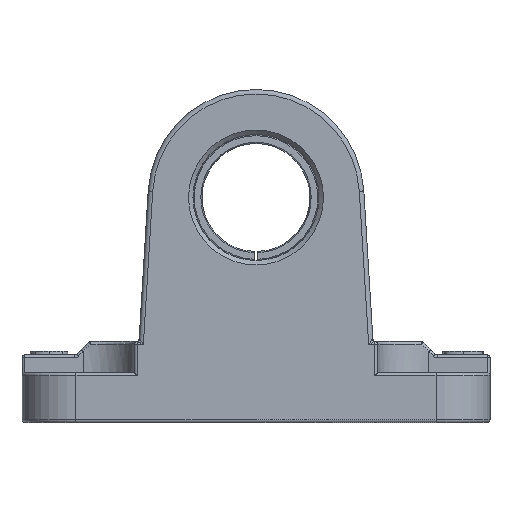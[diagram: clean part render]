
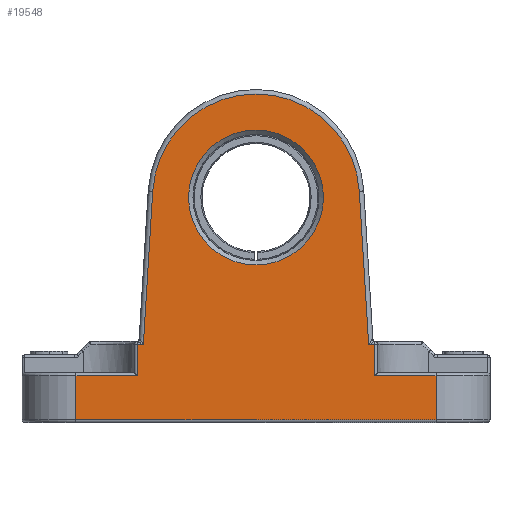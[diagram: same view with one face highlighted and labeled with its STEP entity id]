
A CAD part, left-side view. The second image highlights one B-rep face of the part: STEP entity #19548.
In plain terms, the highlighted planar face has unit normal (-1, 0, 0).
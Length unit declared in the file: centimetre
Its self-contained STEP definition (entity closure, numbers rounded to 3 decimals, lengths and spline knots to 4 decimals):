
#240=CIRCLE($,#20070,1.15);
#241=CIRCLE($,#20072,0.75);
#392=FACE_BOUND($,#2691,.T.);
#614=PLANE($,#20071);
#1558=FACE_OUTER_BOUND($,#2690,.T.);
#2690=EDGE_LOOP($,(#16850,#16851,#16852,#16853,#16854,#16855,#16856,#16857,
#16858,#16859,#16860,#16861));
#2691=EDGE_LOOP($,(#16862));
#3990=LINE($,#38823,#5303);
#3992=LINE($,#38830,#5305);
#4016=LINE($,#39348,#5329);
#4018=LINE($,#39356,#5331);
#4019=LINE($,#39358,#5332);
#4020=LINE($,#39360,#5333);
#4021=LINE($,#39362,#5334);
#4022=LINE($,#39364,#5335);
#4023=LINE($,#39366,#5336);
#4024=LINE($,#39368,#5337);
#4025=LINE($,#39369,#5338);
#5303=VECTOR($,#21876,0.0683);
#5305=VECTOR($,#21884,1.7033);
#5329=VECTOR($,#22000,1.7033);
#5331=VECTOR($,#22012,0.0683);
#5332=VECTOR($,#22013,0.35);
#5333=VECTOR($,#22014,0.68);
#5334=VECTOR($,#22015,0.49);
#5335=VECTOR($,#22016,4.);
#5336=VECTOR($,#22017,0.49);
#5337=VECTOR($,#22018,0.68);
#5338=VECTOR($,#22019,0.35);
#8594=VERTEX_POINT($,#38659);
#8605=VERTEX_POINT($,#38822);
#8607=VERTEX_POINT($,#38828);
#8614=VERTEX_POINT($,#38874);
#8625=VERTEX_POINT($,#39070);
#8658=VERTEX_POINT($,#39347);
#8660=VERTEX_POINT($,#39357);
#8661=VERTEX_POINT($,#39359);
#8662=VERTEX_POINT($,#39361);
#8663=VERTEX_POINT($,#39363);
#8664=VERTEX_POINT($,#39365);
#8665=VERTEX_POINT($,#39367);
#8666=VERTEX_POINT($,#39370);
#11354=EDGE_CURVE($,#8605,#8594,#3990,.T.);
#11358=EDGE_CURVE($,#8607,#8594,#3992,.T.);
#11435=EDGE_CURVE($,#8614,#8658,#4016,.T.);
#11439=EDGE_CURVE($,#8658,#8607,#240,.T.);
#11440=EDGE_CURVE($,#8614,#8625,#4018,.T.);
#11441=EDGE_CURVE($,#8660,#8625,#4019,.T.);
#11442=EDGE_CURVE($,#8661,#8660,#4020,.T.);
#11443=EDGE_CURVE($,#8662,#8661,#4021,.T.);
#11444=EDGE_CURVE($,#8663,#8662,#4022,.T.);
#11445=EDGE_CURVE($,#8663,#8664,#4023,.T.);
#11446=EDGE_CURVE($,#8665,#8664,#4024,.T.);
#11447=EDGE_CURVE($,#8605,#8665,#4025,.T.);
#11448=EDGE_CURVE($,#8666,#8666,#241,.T.);
#16850=ORIENTED_EDGE($,*,*,#11354,.T.);
#16851=ORIENTED_EDGE($,*,*,#11358,.F.);
#16852=ORIENTED_EDGE($,*,*,#11439,.F.);
#16853=ORIENTED_EDGE($,*,*,#11435,.F.);
#16854=ORIENTED_EDGE($,*,*,#11440,.T.);
#16855=ORIENTED_EDGE($,*,*,#11441,.F.);
#16856=ORIENTED_EDGE($,*,*,#11442,.F.);
#16857=ORIENTED_EDGE($,*,*,#11443,.F.);
#16858=ORIENTED_EDGE($,*,*,#11444,.F.);
#16859=ORIENTED_EDGE($,*,*,#11445,.T.);
#16860=ORIENTED_EDGE($,*,*,#11446,.F.);
#16861=ORIENTED_EDGE($,*,*,#11447,.F.);
#16862=ORIENTED_EDGE($,*,*,#11448,.F.);
#19548=ADVANCED_FACE($,(#1558,#392),#614,.T.);
#20070=AXIS2_PLACEMENT_3D($,#39354,#22008,#22009);
#20071=AXIS2_PLACEMENT_3D($,#39355,#22010,#22011);
#20072=AXIS2_PLACEMENT_3D($,#39371,#22020,#22021);
#21876=DIRECTION($,(0.,1.,0.));
#21884=DIRECTION($,(0.,-0.061,-0.998));
#22000=DIRECTION($,(0.,-0.061,0.998));
#22008=DIRECTION('center_axis',(1.,0.,0.));
#22009=DIRECTION('ref_axis',(0.,0.,1.));
#22010=DIRECTION('center_axis',(-1.,0.,0.));
#22011=DIRECTION('ref_axis',(0.,0.,1.));
#22012=DIRECTION($,(0.,1.,0.));
#22013=DIRECTION($,(0.,0.,1.));
#22014=DIRECTION($,(0.,-1.,0.));
#22015=DIRECTION($,(0.,0.,1.));
#22016=DIRECTION($,(0.,1.,0.));
#22017=DIRECTION($,(0.,0.,1.));
#22018=DIRECTION($,(0.,-1.,0.));
#22019=DIRECTION($,(0.,0.,-1.));
#22020=DIRECTION('center_axis',(-1.,0.,0.));
#22021=DIRECTION('ref_axis',(0.,-1.,0.));
#38659=CARTESIAN_POINT('',(-2.6,-1.2517,0.87));
#38822=CARTESIAN_POINT('',(-2.6,-1.32,0.87));
#38823=CARTESIAN_POINT($,(-2.6,-1.32,0.87));
#38828=CARTESIAN_POINT('',(-2.6,-1.1479,2.5701));
#38830=CARTESIAN_POINT($,(-2.6,-1.1479,2.5701));
#38874=CARTESIAN_POINT('',(-2.6,1.2517,0.87));
#39070=CARTESIAN_POINT('',(-2.6,1.32,0.87));
#39347=CARTESIAN_POINT('',(-2.6,1.1479,2.5701));
#39348=CARTESIAN_POINT($,(-2.6,1.2517,0.87));
#39354=CARTESIAN_POINT('Origin',(-2.6,0.,2.5));
#39355=CARTESIAN_POINT('Origin',(-2.6,-2.,0.));
#39356=CARTESIAN_POINT($,(-2.6,1.2517,0.87));
#39357=CARTESIAN_POINT('',(-2.6,1.32,0.52));
#39358=CARTESIAN_POINT($,(-2.6,1.32,0.52));
#39359=CARTESIAN_POINT('',(-2.6,2.,0.52));
#39360=CARTESIAN_POINT($,(-2.6,2.,0.52));
#39361=CARTESIAN_POINT('',(-2.6,2.,0.03));
#39362=CARTESIAN_POINT($,(-2.6,2.,0.03));
#39363=CARTESIAN_POINT('',(-2.6,-2.,0.03));
#39364=CARTESIAN_POINT($,(-2.6,-2.,0.03));
#39365=CARTESIAN_POINT('',(-2.6,-2.,0.52));
#39366=CARTESIAN_POINT($,(-2.6,-2.,0.03));
#39367=CARTESIAN_POINT('',(-2.6,-1.32,0.52));
#39368=CARTESIAN_POINT($,(-2.6,-1.32,0.52));
#39369=CARTESIAN_POINT($,(-2.6,-1.32,0.87));
#39370=CARTESIAN_POINT('',(-2.6,0.75,2.5));
#39371=CARTESIAN_POINT('Origin',(-2.6,0.,2.5));
